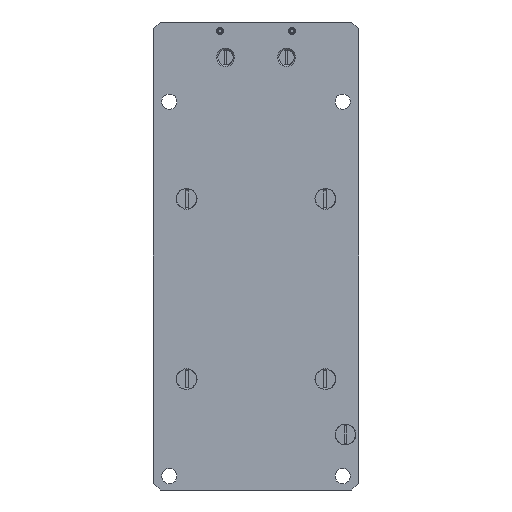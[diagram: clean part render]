
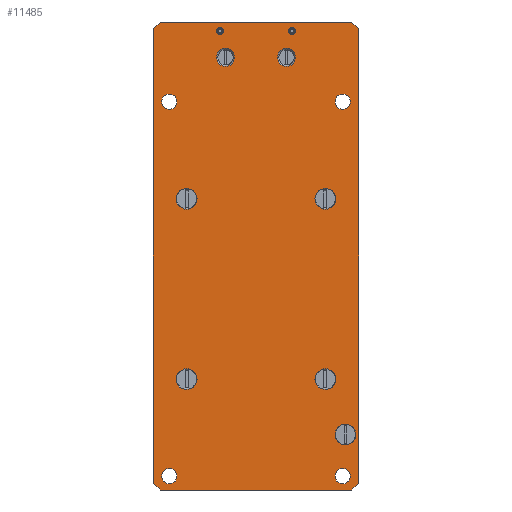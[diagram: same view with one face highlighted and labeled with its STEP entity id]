
A CAD part, front view. The second image highlights one B-rep face of the part: STEP entity #11485.
In plain terms, the highlighted planar face has unit normal (0, -1, 0).
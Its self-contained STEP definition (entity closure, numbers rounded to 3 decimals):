
#11485=ADVANCED_FACE('',(#64773,#64775,#64777,#64779,#64781,#64783,#64785,#64787,
#64789,#64791,#64793,#64795,#64797,#64799),#64801,.F.);
#64773=FACE_BOUND('',#64774,.T.);
#64774=EDGE_LOOP('',(#105932,#105933,#105934,#105935,#105936,#105937,#105938,#105939));
#64775=FACE_BOUND('',#64776,.T.);
#64776=EDGE_LOOP('',(#105940));
#64777=FACE_BOUND('',#64778,.T.);
#64778=EDGE_LOOP('',(#105941));
#64779=FACE_BOUND('',#64780,.T.);
#64780=EDGE_LOOP('',(#105942));
#64781=FACE_BOUND('',#64782,.T.);
#64782=EDGE_LOOP('',(#105943));
#64783=FACE_BOUND('',#64784,.T.);
#64784=EDGE_LOOP('',(#105944));
#64785=FACE_BOUND('',#64786,.T.);
#64786=EDGE_LOOP('',(#105945));
#64787=FACE_BOUND('',#64788,.T.);
#64788=EDGE_LOOP('',(#105946));
#64789=FACE_BOUND('',#64790,.T.);
#64790=EDGE_LOOP('',(#105947));
#64791=FACE_BOUND('',#64792,.T.);
#64792=EDGE_LOOP('',(#105948));
#64793=FACE_BOUND('',#64794,.T.);
#64794=EDGE_LOOP('',(#105949));
#64795=FACE_BOUND('',#64796,.T.);
#64796=EDGE_LOOP('',(#105950));
#64797=FACE_BOUND('',#64798,.T.);
#64798=EDGE_LOOP('',(#105951));
#64799=FACE_BOUND('',#64800,.T.);
#64800=EDGE_LOOP('',(#105952));
#64801=PLANE('',#64802);
#64802=AXIS2_PLACEMENT_3D('',#64803,#64804,#64805);
#64803=CARTESIAN_POINT('',(0.,0.,0.));
#64804=DIRECTION('',(0.,1.,0.));
#64805=DIRECTION('',(1.,0.,0.));
#105932=ORIENTED_EDGE('',*,*,#137387,.F.);
#105933=ORIENTED_EDGE('',*,*,#137385,.F.);
#105934=ORIENTED_EDGE('',*,*,#137383,.F.);
#105935=ORIENTED_EDGE('',*,*,#137381,.F.);
#105936=ORIENTED_EDGE('',*,*,#137379,.F.);
#105937=ORIENTED_EDGE('',*,*,#137377,.F.);
#105938=ORIENTED_EDGE('',*,*,#137375,.F.);
#105939=ORIENTED_EDGE('',*,*,#137372,.F.);
#105940=ORIENTED_EDGE('',*,*,#137465,.T.);
#105941=ORIENTED_EDGE('',*,*,#137466,.T.);
#105942=ORIENTED_EDGE('',*,*,#137467,.T.);
#105943=ORIENTED_EDGE('',*,*,#137468,.T.);
#105944=ORIENTED_EDGE('',*,*,#137420,.T.);
#105945=ORIENTED_EDGE('',*,*,#137421,.T.);
#105946=ORIENTED_EDGE('',*,*,#137429,.T.);
#105947=ORIENTED_EDGE('',*,*,#137430,.T.);
#105948=ORIENTED_EDGE('',*,*,#137431,.T.);
#105949=ORIENTED_EDGE('',*,*,#137432,.T.);
#105950=ORIENTED_EDGE('',*,*,#137469,.T.);
#105951=ORIENTED_EDGE('',*,*,#137470,.T.);
#105952=ORIENTED_EDGE('',*,*,#137471,.T.);
#137372=EDGE_CURVE('',#156144,#156145,#156146,.T.);
#137375=EDGE_CURVE('',#156145,#156149,#156150,.T.);
#137377=EDGE_CURVE('',#156149,#156152,#156153,.T.);
#137379=EDGE_CURVE('',#156152,#156155,#156156,.T.);
#137381=EDGE_CURVE('',#156155,#156158,#156159,.T.);
#137383=EDGE_CURVE('',#156158,#156161,#156162,.T.);
#137385=EDGE_CURVE('',#156161,#156164,#156165,.T.);
#137387=EDGE_CURVE('',#156164,#156144,#156167,.T.);
#137420=EDGE_CURVE('',#156216,#156216,#156217,.T.);
#137421=EDGE_CURVE('',#156218,#156218,#156219,.T.);
#137429=EDGE_CURVE('',#156234,#156234,#156235,.T.);
#137430=EDGE_CURVE('',#156236,#156236,#156237,.T.);
#137431=EDGE_CURVE('',#156238,#156238,#156239,.T.);
#137432=EDGE_CURVE('',#156240,#156240,#156241,.T.);
#137465=EDGE_CURVE('',#156290,#156290,#156291,.T.);
#137466=EDGE_CURVE('',#156292,#156292,#156293,.T.);
#137467=EDGE_CURVE('',#156294,#156294,#156295,.T.);
#137468=EDGE_CURVE('',#156296,#156296,#156297,.T.);
#137469=EDGE_CURVE('',#156298,#156298,#156299,.T.);
#137470=EDGE_CURVE('',#156300,#156300,#156301,.T.);
#137471=EDGE_CURVE('',#156302,#156302,#156303,.T.);
#156144=VERTEX_POINT('',#190996);
#156145=VERTEX_POINT('',#190997);
#156146=LINE('',#190998,#190999);
#156149=VERTEX_POINT('',#191007);
#156150=LINE('',#191008,#191009);
#156152=VERTEX_POINT('',#191014);
#156153=LINE('',#191015,#191016);
#156155=VERTEX_POINT('',#191021);
#156156=LINE('',#191022,#191023);
#156158=VERTEX_POINT('',#191028);
#156159=LINE('',#191029,#191030);
#156161=VERTEX_POINT('',#191035);
#156162=LINE('',#191036,#191037);
#156164=VERTEX_POINT('',#191042);
#156165=LINE('',#191043,#191044);
#156167=LINE('',#191049,#191050);
#156216=VERTEX_POINT('',#191164);
#156217=CIRCLE('',#191165,2.07);
#156218=VERTEX_POINT('',#191169);
#156219=CIRCLE('',#191170,2.07);
#156234=VERTEX_POINT('',#191209);
#156235=CIRCLE('',#191210,5.5);
#156236=VERTEX_POINT('',#191214);
#156237=CIRCLE('',#191215,5.5);
#156238=VERTEX_POINT('',#191219);
#156239=CIRCLE('',#191220,5.5);
#156240=VERTEX_POINT('',#191224);
#156241=CIRCLE('',#191225,5.5);
#156290=VERTEX_POINT('',#191341);
#156291=CIRCLE('',#191342,7.5);
#156292=VERTEX_POINT('',#191346);
#156293=CIRCLE('',#191347,7.5);
#156294=VERTEX_POINT('',#191351);
#156295=CIRCLE('',#191352,7.5);
#156296=VERTEX_POINT('',#191356);
#156297=CIRCLE('',#191357,6.5);
#156298=VERTEX_POINT('',#191361);
#156299=CIRCLE('',#191362,6.5);
#156300=VERTEX_POINT('',#191366);
#156301=CIRCLE('',#191367,7.5);
#156302=VERTEX_POINT('',#191371);
#156303=CIRCLE('',#191372,7.5);
#190996=CARTESIAN_POINT('',(327.5,0.,-148.));
#190997=CARTESIAN_POINT('',(0.,0.,-148.));
#190998=CARTESIAN_POINT('',(327.5,0.,-148.));
#190999=VECTOR('',#191000,1.);
#191000=DIRECTION('',(-1.,0.,0.));
#191007=CARTESIAN_POINT('',(-5.,0.,-143.));
#191008=CARTESIAN_POINT('',(0.,0.,-148.));
#191009=VECTOR('',#191010,1.);
#191010=DIRECTION('',(-0.707,0.,0.707));
#191014=CARTESIAN_POINT('',(-5.,0.,-5.));
#191015=CARTESIAN_POINT('',(-5.,0.,-143.));
#191016=VECTOR('',#191017,1.);
#191017=DIRECTION('',(0.,0.,1.));
#191021=CARTESIAN_POINT('',(0.,0.,0.));
#191022=CARTESIAN_POINT('',(-5.,0.,-5.));
#191023=VECTOR('',#191024,1.);
#191024=DIRECTION('',(0.707,0.,0.707));
#191028=CARTESIAN_POINT('',(327.5,0.,0.));
#191029=CARTESIAN_POINT('',(0.,0.,0.));
#191030=VECTOR('',#191031,1.);
#191031=DIRECTION('',(1.,0.,0.));
#191035=CARTESIAN_POINT('',(332.5,0.,-5.));
#191036=CARTESIAN_POINT('',(327.5,0.,0.));
#191037=VECTOR('',#191038,1.);
#191038=DIRECTION('',(0.707,0.,-0.707));
#191042=CARTESIAN_POINT('',(332.5,0.,-143.));
#191043=CARTESIAN_POINT('',(332.5,0.,-5.));
#191044=VECTOR('',#191045,1.);
#191045=DIRECTION('',(0.,0.,-1.));
#191049=CARTESIAN_POINT('',(332.5,0.,-143.));
#191050=VECTOR('',#191051,1.);
#191051=DIRECTION('',(-0.707,0.,-0.707));
#191164=CARTESIAN_POINT('',(3.57,0.,-100.));
#191165=AXIS2_PLACEMENT_3D('',#191166,#191167,#191168);
#191166=CARTESIAN_POINT('',(1.5,0.,-100.));
#191167=DIRECTION('',(0.,1.,0.));
#191168=DIRECTION('',(1.,0.,0.));
#191169=CARTESIAN_POINT('',(3.57,0.,-48.));
#191170=AXIS2_PLACEMENT_3D('',#191171,#191172,#191173);
#191171=CARTESIAN_POINT('',(1.5,0.,-48.));
#191172=DIRECTION('',(0.,1.,0.));
#191173=DIRECTION('',(1.,0.,0.));
#191209=CARTESIAN_POINT('',(58.,0.,-136.5));
#191210=AXIS2_PLACEMENT_3D('',#191211,#191212,#191213);
#191211=CARTESIAN_POINT('',(52.5,0.,-136.5));
#191212=DIRECTION('',(0.,1.,0.));
#191213=DIRECTION('',(1.,0.,0.));
#191214=CARTESIAN_POINT('',(328.,0.,-136.5));
#191215=AXIS2_PLACEMENT_3D('',#191216,#191217,#191218);
#191216=CARTESIAN_POINT('',(322.5,0.,-136.5));
#191217=DIRECTION('',(0.,1.,0.));
#191218=DIRECTION('',(1.,0.,0.));
#191219=CARTESIAN_POINT('',(328.,0.,-11.5));
#191220=AXIS2_PLACEMENT_3D('',#191221,#191222,#191223);
#191221=CARTESIAN_POINT('',(322.5,0.,-11.5));
#191222=DIRECTION('',(0.,1.,0.));
#191223=DIRECTION('',(1.,0.,0.));
#191224=CARTESIAN_POINT('',(58.,0.,-11.5));
#191225=AXIS2_PLACEMENT_3D('',#191226,#191227,#191228);
#191226=CARTESIAN_POINT('',(52.5,0.,-11.5));
#191227=DIRECTION('',(0.,1.,0.));
#191228=DIRECTION('',(1.,0.,0.));
#191341=CARTESIAN_POINT('',(300.,0.,-9.5));
#191342=AXIS2_PLACEMENT_3D('',#191343,#191344,#191345);
#191343=CARTESIAN_POINT('',(292.5,0.,-9.5));
#191344=DIRECTION('',(0.,1.,0.));
#191345=DIRECTION('',(1.,0.,0.));
#191346=CARTESIAN_POINT('',(260.,0.,-124.));
#191347=AXIS2_PLACEMENT_3D('',#191348,#191349,#191350);
#191348=CARTESIAN_POINT('',(252.5,0.,-124.));
#191349=DIRECTION('',(0.,1.,0.));
#191350=DIRECTION('',(1.,0.,0.));
#191351=CARTESIAN_POINT('',(130.,0.,-24.));
#191352=AXIS2_PLACEMENT_3D('',#191353,#191354,#191355);
#191353=CARTESIAN_POINT('',(122.5,0.,-24.));
#191354=DIRECTION('',(0.,1.,0.));
#191355=DIRECTION('',(1.,0.,0.));
#191356=CARTESIAN_POINT('',(27.,0.,-96.));
#191357=AXIS2_PLACEMENT_3D('',#191358,#191359,#191360);
#191358=CARTESIAN_POINT('',(20.5,0.,-96.));
#191359=DIRECTION('',(0.,1.,0.));
#191360=DIRECTION('',(1.,0.,0.));
#191361=CARTESIAN_POINT('',(27.,0.,-52.));
#191362=AXIS2_PLACEMENT_3D('',#191363,#191364,#191365);
#191363=CARTESIAN_POINT('',(20.5,0.,-52.));
#191364=DIRECTION('',(0.,1.,0.));
#191365=DIRECTION('',(1.,0.,0.));
#191366=CARTESIAN_POINT('',(130.,0.,-124.));
#191367=AXIS2_PLACEMENT_3D('',#191368,#191369,#191370);
#191368=CARTESIAN_POINT('',(122.5,0.,-124.));
#191369=DIRECTION('',(0.,1.,0.));
#191370=DIRECTION('',(1.,0.,0.));
#191371=CARTESIAN_POINT('',(260.,0.,-24.));
#191372=AXIS2_PLACEMENT_3D('',#191373,#191374,#191375);
#191373=CARTESIAN_POINT('',(252.5,0.,-24.));
#191374=DIRECTION('',(0.,1.,0.));
#191375=DIRECTION('',(1.,0.,0.));
